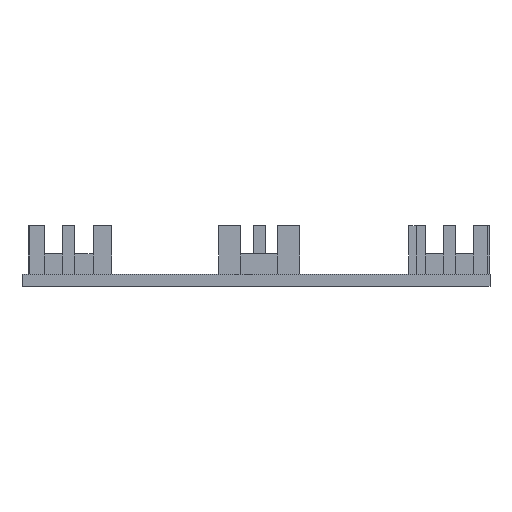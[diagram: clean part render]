
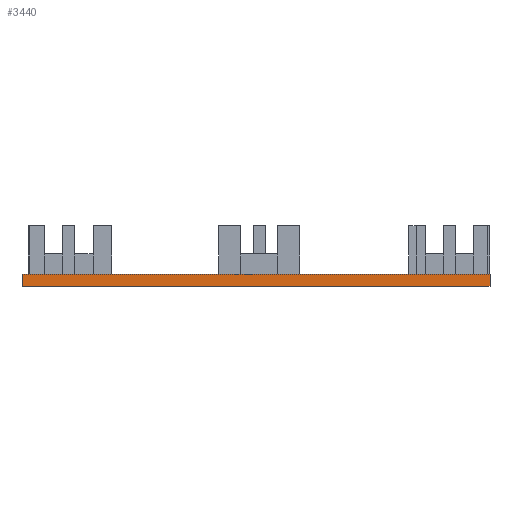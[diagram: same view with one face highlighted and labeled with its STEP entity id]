
A CAD part, front view. The second image highlights one B-rep face of the part: STEP entity #3440.
In plain terms, the highlighted planar face has unit normal (0, -1, 0).
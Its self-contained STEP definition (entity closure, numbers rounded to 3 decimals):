
#120=FACE_OUTER_BOUND('',#316,.T.);
#316=EDGE_LOOP('',(#2623,#2624,#2625,#2626));
#443=LINE('',#4663,#928);
#517=LINE('',#4814,#1002);
#636=LINE('',#5057,#1121);
#637=LINE('',#5058,#1122);
#928=VECTOR('',#3786,10.);
#1002=VECTOR('',#3880,10.);
#1121=VECTOR('',#4131,10.);
#1122=VECTOR('',#4132,10.);
#1411=VERTEX_POINT('',#4660);
#1412=VERTEX_POINT('',#4662);
#1478=VERTEX_POINT('',#4811);
#1479=VERTEX_POINT('',#4813);
#1732=EDGE_CURVE('',#1412,#1411,#443,.T.);
#1808=EDGE_CURVE('',#1479,#1478,#517,.T.);
#1931=EDGE_CURVE('',#1411,#1479,#636,.T.);
#1932=EDGE_CURVE('',#1478,#1412,#637,.T.);
#2623=ORIENTED_EDGE('',*,*,#1732,.T.);
#2624=ORIENTED_EDGE('',*,*,#1931,.T.);
#2625=ORIENTED_EDGE('',*,*,#1808,.T.);
#2626=ORIENTED_EDGE('',*,*,#1932,.T.);
#3257=PLANE('',#3647);
#3440=ADVANCED_FACE('',(#120),#3257,.T.);
#3647=AXIS2_PLACEMENT_3D('',#5056,#4129,#4130);
#3786=DIRECTION('',(-1.,0.,0.));
#3880=DIRECTION('',(1.,0.,0.));
#4129=DIRECTION('center_axis',(0.,-1.,0.));
#4130=DIRECTION('ref_axis',(0.,0.,-1.));
#4131=DIRECTION('',(0.,0.,-1.));
#4132=DIRECTION('',(0.,0.,1.));
#4660=CARTESIAN_POINT('',(129.469,85.,13.));
#4662=CARTESIAN_POINT('',(244.938,85.,13.));
#4663=CARTESIAN_POINT('',(124.,85.,13.));
#4811=CARTESIAN_POINT('',(244.938,85.,10.));
#4813=CARTESIAN_POINT('',(129.469,85.,10.));
#4814=CARTESIAN_POINT('',(237.469,85.,10.));
#5056=CARTESIAN_POINT('Origin',(183.469,85.,12.));
#5057=CARTESIAN_POINT('',(129.469,85.,11.5));
#5058=CARTESIAN_POINT('',(244.938,85.,12.25));
